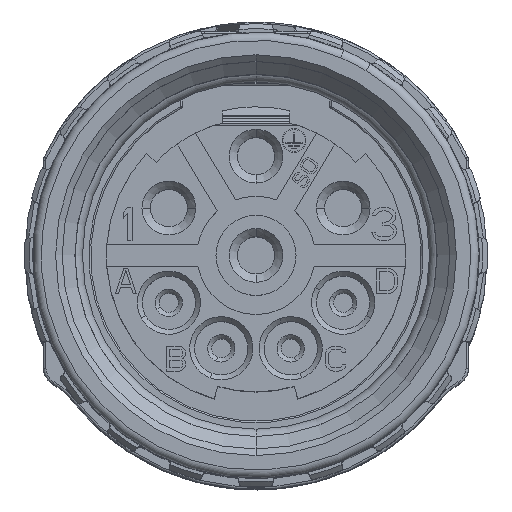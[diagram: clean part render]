
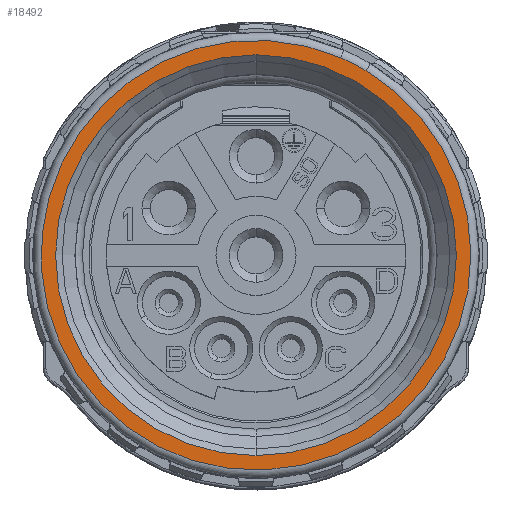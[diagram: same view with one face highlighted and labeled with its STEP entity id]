
A CAD part, top view. The second image highlights one B-rep face of the part: STEP entity #18492.
In plain terms, the highlighted planar face has unit normal (0, 0, 1).
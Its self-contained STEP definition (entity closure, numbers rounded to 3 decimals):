
#1716=CARTESIAN_POINT('',(0.,0.,11.25));
#1717=DIRECTION('',(0.,0.,-1.));
#1718=DIRECTION('',(0.394,0.919,0.));
#1719=AXIS2_PLACEMENT_3D('',#1716,#1717,#1718);
#1721=CARTESIAN_POINT('',(0.,0.,11.25));
#1722=DIRECTION('',(0.,0.,-1.));
#1723=DIRECTION('',(0.512,0.859,0.));
#1724=AXIS2_PLACEMENT_3D('',#1721,#1722,#1723);
#1726=CARTESIAN_POINT('',(0.,0.,11.25));
#1727=DIRECTION('',(0.,0.,1.));
#1728=DIRECTION('',(0.,1.,0.));
#1729=AXIS2_PLACEMENT_3D('',#1726,#1727,#1728);
#1736=CARTESIAN_POINT('',(0.,0.,11.25));
#1737=DIRECTION('',(0.,0.,1.));
#1738=DIRECTION('',(0.,-1.,0.));
#1739=AXIS2_PLACEMENT_3D('',#1736,#1737,#1738);
#13604=CARTESIAN_POINT('',(0.,12.125,11.25));
#13605=CARTESIAN_POINT('',(0.,-12.125,11.25));
#13606=VERTEX_POINT('',#13604);
#13607=VERTEX_POINT('',#13605);
#14336=CARTESIAN_POINT('',(5.122,11.949,11.25));
#14337=CARTESIAN_POINT('',(6.656,11.167,11.25));
#14338=VERTEX_POINT('',#14336);
#14339=VERTEX_POINT('',#14337);
#18477=CARTESIAN_POINT('',(0.,0.,11.25));
#18478=DIRECTION('',(0.,0.,-1.));
#18479=DIRECTION('',(0.,-1.,0.));
#18480=AXIS2_PLACEMENT_3D('',#18477,#18478,#18479);
#18481=PLANE('',#18480);
#18482=ORIENTED_EDGE('',*,*,#18471,.T.);
#18483=ORIENTED_EDGE('',*,*,#18457,.T.);
#18484=EDGE_LOOP('',(#18482,#18483));
#18485=FACE_OUTER_BOUND('',#18484,.F.);
#18487=ORIENTED_EDGE('',*,*,#18486,.T.);
#18489=ORIENTED_EDGE('',*,*,#18488,.T.);
#18490=EDGE_LOOP('',(#18487,#18489));
#18491=FACE_BOUND('',#18490,.F.);
#1720=CIRCLE('',#1719,13.);
#1725=CIRCLE('',#1724,13.);
#1730=CIRCLE('',#1729,12.125);
#1740=CIRCLE('',#1739,12.125);
#18457=EDGE_CURVE('',#14339,#14338,#1725,.T.);
#18471=EDGE_CURVE('',#14338,#14339,#1720,.T.);
#18486=EDGE_CURVE('',#13606,#13607,#1730,.T.);
#18488=EDGE_CURVE('',#13607,#13606,#1740,.T.);
#18492=ADVANCED_FACE('',(#18485,#18491),#18481,.F.);
